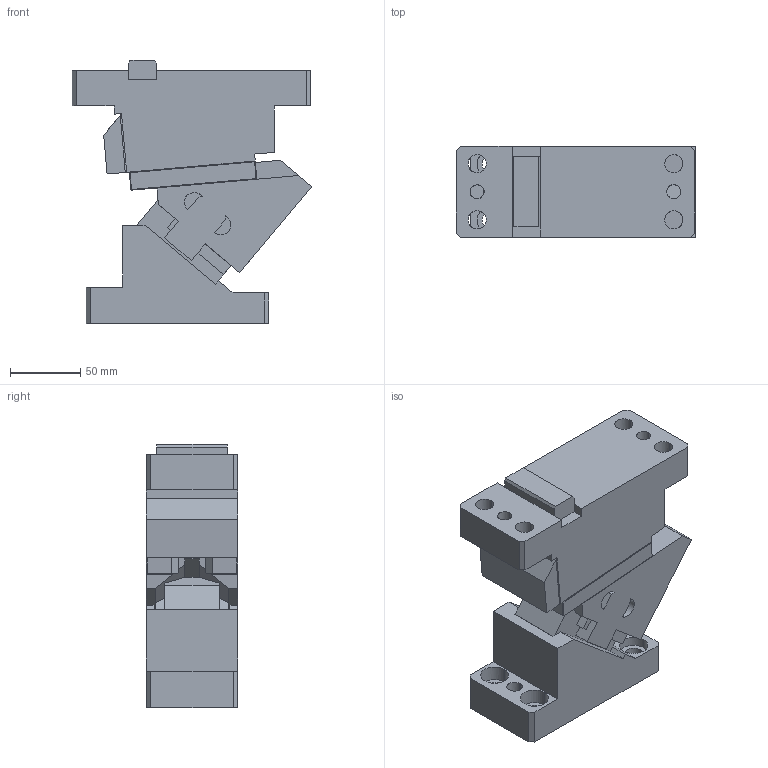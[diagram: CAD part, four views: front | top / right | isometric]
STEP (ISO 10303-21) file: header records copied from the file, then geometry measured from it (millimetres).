
FILE_DESCRIPTION(('CATIA V5 STEP Exchange'),'2;1');
FILE_NAME('CACC_65_40.stp','2015-04-21T10:38:28+00:00',('none'),('none'),'CATIA Version 5 Release 19 SP 2 (IN-10)','CATIA V5 STEP AP203','none');
FILE_SCHEMA(('CONFIG_CONTROL_DESIGN'));
Length unit declared in the file: millimetre
Products named in the file (1): CACC_65_40
Bounding box: 170.78 x 65 x 187.5 mm (x, y, z)
Volume: 1205165.3 mm3; surface area: 159819.3 mm2
Topology: 3 solids, 4 shells, 264 faces, 730 edges, 488 vertices
Faces by surface type: plane 200, cylinder 64
Entity records: 9404 total; most frequent: CARTESIAN_POINT 2891, ORIENTED_EDGE 1460, DIRECTION 1091, EDGE_CURVE 730, VECTOR 592, LINE 592, VERTEX_POINT 488, EDGE_LOOP 302
